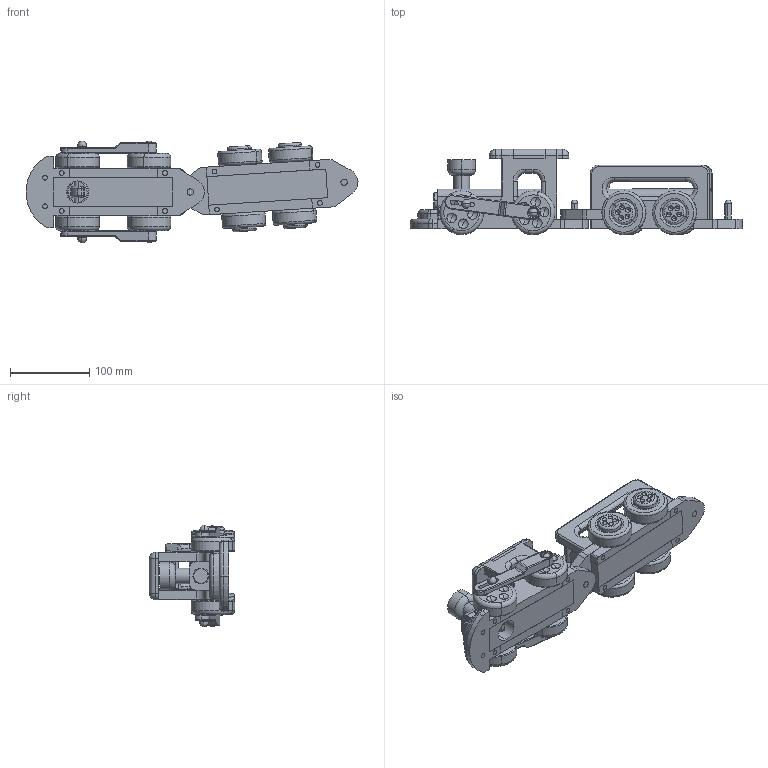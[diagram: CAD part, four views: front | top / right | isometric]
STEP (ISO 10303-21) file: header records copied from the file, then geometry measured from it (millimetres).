
FILE_DESCRIPTION (( 'STEP AP214' ), '1' );
FILE_NAME ('Ñáîðêà1.STEP', '2023-03-03T14:30:58', ( 'AlexHome' ), ( '' ), 'SwSTEP 2.0', 'SolidWorks 2017', '' );
FILE_SCHEMA (( 'AUTOMOTIVE_DESIGN' ));
Length unit declared in the file: millimetre
Products named in the file (23): 砱鋋5; 砱鋋4; 砱鋋3; 砱鋋14; 砱鋋15; 砱鋋13; 砱鋋22; 砱鋋2; 砱鋋20; 砱鋋1; 砱鋋21; 砱鋋19; 栖闉罻1; 砱鋋18; 砱鋋17; 砱鋋16; 砱鋋12; 砱鋋11; 砱鋋10; 砱鋋9; 砱鋋8; 砱鋋7; 砱鋋6
Assembly tree (37 placements, depth 2):
  栖闉罻1
    砱鋋1
    砱鋋2  x4
    砱鋋13
    砱鋋15
    砱鋋14
    砱鋋3
    砱鋋4
    砱鋋5
    砱鋋6  x2
    砱鋋7
    砱鋋8
    砱鋋9  x2
    砱鋋10  x2
    砱鋋11  x2
    砱鋋12  x4
    砱鋋16
    砱鋋17
    砱鋋18
    砱鋋19  x2
    砱鋋21
    砱鋋20  x2
    砱鋋22  x4
Bounding box: 418.07 x 107.49 x 128 mm (x, y, z)
Volume: 1501419.2 mm3; surface area: 323056.8 mm2
Topology: 37 solids, 37 shells, 872 faces, 1982 edges, 1273 vertices
Faces by surface type: cylinder 357, plane 286, torus 135, sphere 94
Entity records: 21178 total; most frequent: DIRECTION 3542, CARTESIAN_POINT 3229, ORIENTED_EDGE 2912, EDGE_CURVE 1456, AXIS2_PLACEMENT_3D 1435, VERTEX_POINT 938, CIRCLE 772, EDGE_LOOP 756
